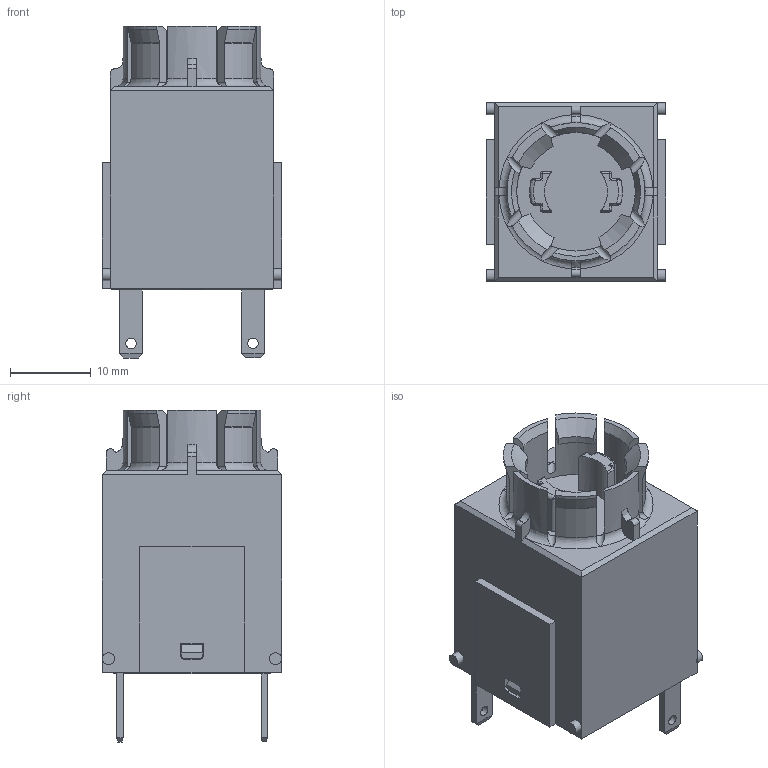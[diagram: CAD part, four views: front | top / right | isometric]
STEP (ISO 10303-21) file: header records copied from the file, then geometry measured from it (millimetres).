
FILE_DESCRIPTION(/* description */ (''),/* implementation_level */ '2;1');
FILE_NAME(/* name */ 'ATO_ipt.stp',/* time_stamp */ '2019-10-23T09:08:20+02:00',/* author */ ('thagel'),/* organization */ (''),/* preprocessor_version */ 'ST-DEVELOPER v17.2',/* originating_system */ 'Autodesk Inventor 2019',/* authorisation */ '');
FILE_SCHEMA (('AUTOMOTIVE_DESIGN { 1 0 10303 214 3 1 1 }'));
Length unit declared in the file: millimetre
Products named in the file (1): ATO
Bounding box: 22.2 x 22.2 x 41.12 mm (x, y, z)
Volume: 11975 mm3; surface area: 5800.7 mm2
Topology: 1 solids, 1 shells, 735 faces, 2064 edges, 1343 vertices
Faces by surface type: plane 600, cylinder 77, torus 24, cone 16, bspline 14, sphere 4
Full cylindrical faces by diameter (mm): 1.3 x2, 1.5 x4, 14.7 x1
Entity records: 24971 total; most frequent: CARTESIAN_POINT 5449, ORIENTED_EDGE 4104, DIRECTION 3554, EDGE_CURVE 2052, LINE 1738, VECTOR 1738, VERTEX_POINT 1343, AXIS2_PLACEMENT_3D 908
